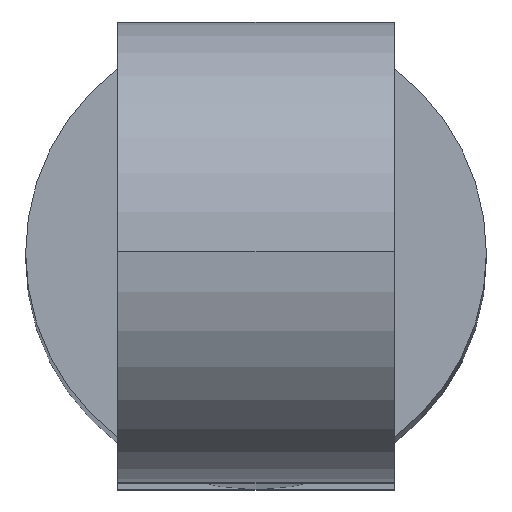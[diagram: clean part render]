
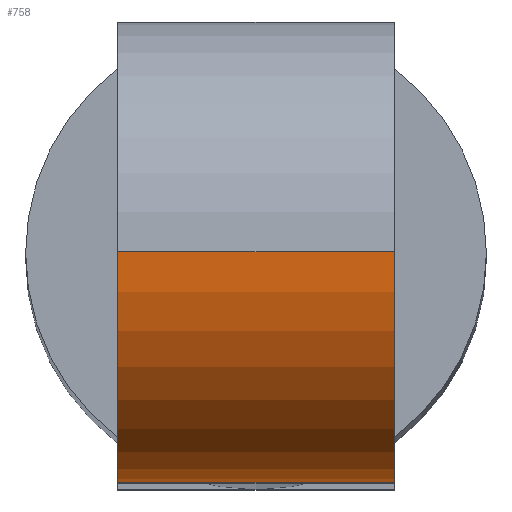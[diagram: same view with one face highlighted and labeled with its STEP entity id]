
A CAD part, top view. The second image highlights one B-rep face of the part: STEP entity #758.
In plain terms, the highlighted cylindrical face has radius 25 mm (diameter 50 mm), a partial arc.
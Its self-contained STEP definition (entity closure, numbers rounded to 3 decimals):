
#16 = CARTESIAN_POINT ( 'NONE',  ( -15., 0., 475. ) ) ;
#69 = ORIENTED_EDGE ( 'NONE', *, *, #533, .T. ) ;
#84 = ORIENTED_EDGE ( 'NONE', *, *, #435, .T. ) ;
#143 = DIRECTION ( 'NONE',  ( 1., 0., 0. ) ) ;
#144 = VERTEX_POINT ( 'NONE', #343 ) ;
#147 = AXIS2_PLACEMENT_3D ( 'NONE', #811, #143, #959 ) ;
#165 = ORIENTED_EDGE ( 'NONE', *, *, #465, .F. ) ;
#238 = AXIS2_PLACEMENT_3D ( 'NONE', #770, #413, #347 ) ;
#243 = DIRECTION ( 'NONE',  ( 1., 0., 0. ) ) ;
#246 = DIRECTION ( 'NONE',  ( 1., 0., 0. ) ) ;
#305 = FACE_OUTER_BOUND ( 'NONE', #659, .T. ) ;
#314 = CIRCLE ( 'NONE', #238, 25. ) ;
#315 = CARTESIAN_POINT ( 'NONE',  ( -15., -25., 475. ) ) ;
#343 = CARTESIAN_POINT ( 'NONE',  ( 15., 0., 500. ) ) ;
#347 = DIRECTION ( 'NONE',  ( 0., -1., 0. ) ) ;
#350 = CARTESIAN_POINT ( 'NONE',  ( 15., -25., 475. ) ) ;
#355 = CARTESIAN_POINT ( 'NONE',  ( -15., -25., 475. ) ) ;
#356 = LINE ( 'NONE', #861, #851 ) ;
#393 = DIRECTION ( 'NONE',  ( 1., 0., 0. ) ) ;
#413 = DIRECTION ( 'NONE',  ( -1., 0., 0. ) ) ;
#435 = EDGE_CURVE ( 'NONE', #768, #673, #501, .T. ) ;
#451 = VECTOR ( 'NONE', #393, 1000. ) ;
#465 = EDGE_CURVE ( 'NONE', #768, #144, #356, .T. ) ;
#501 = CIRCLE ( 'NONE', #624, 25. ) ;
#526 = CARTESIAN_POINT ( 'NONE',  ( -15., 0., 500. ) ) ;
#530 = VERTEX_POINT ( 'NONE', #350 ) ;
#533 = EDGE_CURVE ( 'NONE', #530, #144, #314, .T. ) ;
#624 = AXIS2_PLACEMENT_3D ( 'NONE', #16, #243, #910 ) ;
#656 = CYLINDRICAL_SURFACE ( 'NONE', #147, 25. ) ;
#659 = EDGE_LOOP ( 'NONE', ( #165, #84, #958, #69 ) ) ;
#673 = VERTEX_POINT ( 'NONE', #355 ) ;
#758 = ADVANCED_FACE ( 'NONE', ( #305 ), #656, .T. ) ;
#768 = VERTEX_POINT ( 'NONE', #526 ) ;
#770 = CARTESIAN_POINT ( 'NONE',  ( 15., 0., 475. ) ) ;
#811 = CARTESIAN_POINT ( 'NONE',  ( -90.18, 0., 475. ) ) ;
#832 = EDGE_CURVE ( 'NONE', #673, #530, #900, .T. ) ;
#851 = VECTOR ( 'NONE', #246, 1000. ) ;
#861 = CARTESIAN_POINT ( 'NONE',  ( -90.18, 0., 500. ) ) ;
#900 = LINE ( 'NONE', #315, #451 ) ;
#910 = DIRECTION ( 'NONE',  ( 0., 1., 0. ) ) ;
#958 = ORIENTED_EDGE ( 'NONE', *, *, #832, .T. ) ;
#959 = DIRECTION ( 'NONE',  ( 0., 0., 1. ) ) ;
